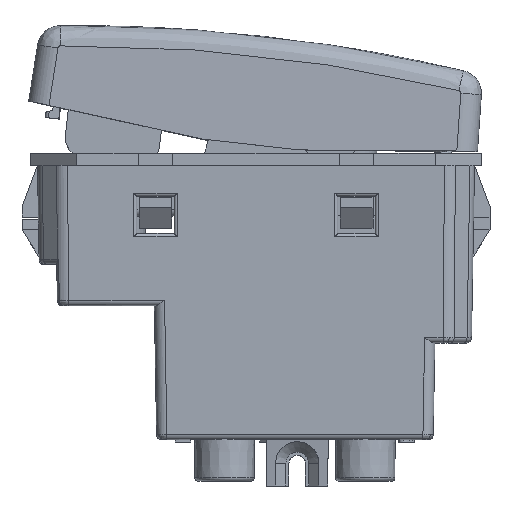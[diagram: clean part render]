
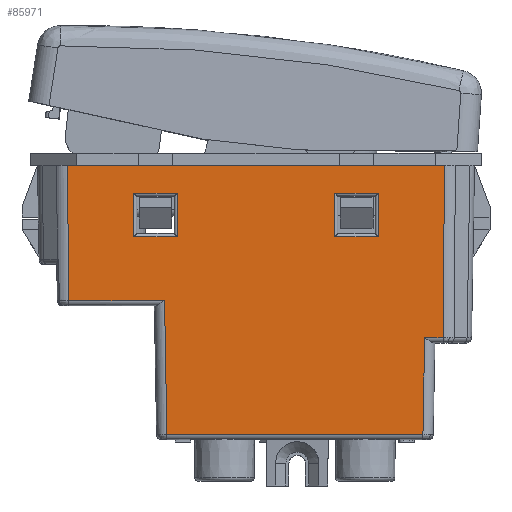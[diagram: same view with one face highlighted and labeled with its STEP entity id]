
A CAD part, top view. The second image highlights one B-rep face of the part: STEP entity #85971.
In plain terms, the highlighted planar face has unit normal (0, -0.018, 1).
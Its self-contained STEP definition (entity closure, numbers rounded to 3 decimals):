
#1 = DIRECTION ( 'NONE',  ( 1., 0., 0. ) ) ;
#868 = EDGE_CURVE ( 'NONE', #74711, #52045, #36303, .T. ) ;
#3250 = ORIENTED_EDGE ( 'NONE', *, *, #62890, .F. ) ;
#3388 = VECTOR ( 'NONE', #37516, 1000. ) ;
#3687 = EDGE_CURVE ( 'NONE', #36613, #7264, #55661, .T. ) ;
#3852 = VECTOR ( 'NONE', #5888, 1000. ) ;
#4950 = VECTOR ( 'NONE', #29162, 1000. ) ;
#5888 = DIRECTION ( 'NONE',  ( 0.017, -1., -0.017 ) ) ;
#6769 = LINE ( 'NONE', #70682, #61828 ) ;
#6971 = CARTESIAN_POINT ( 'NONE',  ( 16.186, -16.209, 10.444 ) ) ;
#7003 = LINE ( 'NONE', #40004, #82730 ) ;
#7264 = VERTEX_POINT ( 'NONE', #53257 ) ;
#7484 = VECTOR ( 'NONE', #20593, 1000. ) ;
#8013 = LINE ( 'NONE', #22502, #4950 ) ;
#8244 = CARTESIAN_POINT ( 'NONE',  ( -11.85, 2.995, 10.779 ) ) ;
#9014 = LINE ( 'NONE', #73494, #72377 ) ;
#9264 = LINE ( 'NONE', #61808, #74721 ) ;
#9267 = CARTESIAN_POINT ( 'NONE',  ( 0., -3.209, 10.671 ) ) ;
#10329 = ORIENTED_EDGE ( 'NONE', *, *, #23476, .T. ) ;
#10789 = VECTOR ( 'NONE', #82107, 1000. ) ;
#10848 = EDGE_LOOP ( 'NONE', ( #10329, #16307, #28247, #73522 ) ) ;
#11198 = CARTESIAN_POINT ( 'NONE',  ( -11.85, 6.9, 10.848 ) ) ;
#12871 = CARTESIAN_POINT ( 'NONE',  ( 7.65, 7.195, 10.853 ) ) ;
#14360 = VERTEX_POINT ( 'NONE', #83022 ) ;
#16072 = VECTOR ( 'NONE', #65163, 1000. ) ;
#16307 = ORIENTED_EDGE ( 'NONE', *, *, #78708, .T. ) ;
#18938 = LINE ( 'NONE', #63988, #3388 ) ;
#20470 = EDGE_CURVE ( 'NONE', #58804, #51352, #74319, .T. ) ;
#20593 = DIRECTION ( 'NONE',  ( 1., 0., 0. ) ) ;
#22273 = DIRECTION ( 'NONE',  ( 0., 1., 0.017 ) ) ;
#22370 = DIRECTION ( 'NONE',  ( 0., 1., 0.017 ) ) ;
#22502 = CARTESIAN_POINT ( 'NONE',  ( 0., -6.809, 10.608 ) ) ;
#23476 = EDGE_CURVE ( 'NONE', #52045, #48830, #60861, .T. ) ;
#23927 = CARTESIAN_POINT ( 'NONE',  ( 7.65, 2.995, 10.779 ) ) ;
#25771 = EDGE_CURVE ( 'NONE', #26569, #58804, #55371, .T. ) ;
#25836 = EDGE_LOOP ( 'NONE', ( #64087, #55271, #34808, #27280 ) ) ;
#26569 = VERTEX_POINT ( 'NONE', #12871 ) ;
#26989 = ORIENTED_EDGE ( 'NONE', *, *, #76576, .T. ) ;
#27280 = ORIENTED_EDGE ( 'NONE', *, *, #25771, .T. ) ;
#28160 = ORIENTED_EDGE ( 'NONE', *, *, #82248, .T. ) ;
#28247 = ORIENTED_EDGE ( 'NONE', *, *, #45872, .T. ) ;
#28360 = CARTESIAN_POINT ( 'NONE',  ( -7.65, 2.995, 10.779 ) ) ;
#28910 = FACE_BOUND ( 'NONE', #25836, .T. ) ;
#29162 = DIRECTION ( 'NONE',  ( 1., 0., 0. ) ) ;
#29855 = CARTESIAN_POINT ( 'NONE',  ( 16.645, 9.61, 10.895 ) ) ;
#29902 = VERTEX_POINT ( 'NONE', #48129 ) ;
#29913 = FACE_OUTER_BOUND ( 'NONE', #52838, .T. ) ;
#30642 = CARTESIAN_POINT ( 'NONE',  ( 11.85, 3.3, 10.785 ) ) ;
#32849 = CARTESIAN_POINT ( 'NONE',  ( -8.644, -16.209, 10.444 ) ) ;
#34697 = CARTESIAN_POINT ( 'NONE',  ( 11.85, 7.195, 10.853 ) ) ;
#34808 = ORIENTED_EDGE ( 'NONE', *, *, #85236, .T. ) ;
#34983 = EDGE_CURVE ( 'NONE', #51352, #63732, #9014, .T. ) ;
#36303 = LINE ( 'NONE', #11198, #85100 ) ;
#36613 = VERTEX_POINT ( 'NONE', #78787 ) ;
#36653 = CARTESIAN_POINT ( 'NONE',  ( 0., 9.9, 10.9 ) ) ;
#36950 = PLANE ( 'NONE',  #38571 ) ;
#37267 = ORIENTED_EDGE ( 'NONE', *, *, #69343, .T. ) ;
#37516 = DIRECTION ( 'NONE',  ( 0.007, 1., 0.017 ) ) ;
#37641 = VECTOR ( 'NONE', #62722, 1000. ) ;
#38464 = VECTOR ( 'NONE', #75372, 1000. ) ;
#38571 = AXIS2_PLACEMENT_3D ( 'NONE', #36653, #70029, #56738 ) ;
#40004 = CARTESIAN_POINT ( 'NONE',  ( 0., 9.9, 10.9 ) ) ;
#40279 = DIRECTION ( 'NONE',  ( 1., 0., 0. ) ) ;
#41354 = CARTESIAN_POINT ( 'NONE',  ( -7.95, 7.195, 10.853 ) ) ;
#42416 = CARTESIAN_POINT ( 'NONE',  ( 18.158, -6.809, 10.608 ) ) ;
#43187 = VERTEX_POINT ( 'NONE', #67579 ) ;
#44900 = EDGE_CURVE ( 'NONE', #76754, #14360, #18938, .T. ) ;
#45429 = DIRECTION ( 'NONE',  ( 0., -1., -0.017 ) ) ;
#45558 = ORIENTED_EDGE ( 'NONE', *, *, #3687, .T. ) ;
#45872 = EDGE_CURVE ( 'NONE', #61594, #74711, #58240, .T. ) ;
#46568 = CARTESIAN_POINT ( 'NONE',  ( -11.85, 7.195, 10.853 ) ) ;
#47416 = DIRECTION ( 'NONE',  ( -1., 0., 0. ) ) ;
#48129 = CARTESIAN_POINT ( 'NONE',  ( -8.871, -3.209, 10.671 ) ) ;
#48830 = VERTEX_POINT ( 'NONE', #74141 ) ;
#49708 = FACE_BOUND ( 'NONE', #10848, .T. ) ;
#50440 = CARTESIAN_POINT ( 'NONE',  ( 16.359, -6.809, 10.608 ) ) ;
#51352 = VERTEX_POINT ( 'NONE', #54007 ) ;
#52045 = VERTEX_POINT ( 'NONE', #46568 ) ;
#52838 = EDGE_LOOP ( 'NONE', ( #26989, #28160, #54226, #60764, #56802, #3250, #45558, #37267 ) ) ;
#53257 = CARTESIAN_POINT ( 'NONE',  ( -18.184, -3.209, 10.671 ) ) ;
#54007 = CARTESIAN_POINT ( 'NONE',  ( 11.85, 2.995, 10.779 ) ) ;
#54226 = ORIENTED_EDGE ( 'NONE', *, *, #78434, .T. ) ;
#55271 = ORIENTED_EDGE ( 'NONE', *, *, #34983, .T. ) ;
#55371 = LINE ( 'NONE', #66774, #7484 ) ;
#55661 = LINE ( 'NONE', #84593, #16072 ) ;
#56738 = DIRECTION ( 'NONE',  ( 0., -1., -0.017 ) ) ;
#56802 = ORIENTED_EDGE ( 'NONE', *, *, #44900, .T. ) ;
#58240 = LINE ( 'NONE', #68417, #38464 ) ;
#58804 = VERTEX_POINT ( 'NONE', #34697 ) ;
#60764 = ORIENTED_EDGE ( 'NONE', *, *, #76083, .T. ) ;
#60861 = LINE ( 'NONE', #41354, #81469 ) ;
#61594 = VERTEX_POINT ( 'NONE', #28360 ) ;
#61808 = CARTESIAN_POINT ( 'NONE',  ( 7.65, 6.9, 10.848 ) ) ;
#61828 = VECTOR ( 'NONE', #45429, 1000. ) ;
#62045 = DIRECTION ( 'NONE',  ( 1., 0., 0. ) ) ;
#62722 = DIRECTION ( 'NONE',  ( 1., 0., 0. ) ) ;
#62890 = EDGE_CURVE ( 'NONE', #36613, #14360, #7003, .T. ) ;
#63732 = VERTEX_POINT ( 'NONE', #23927 ) ;
#63801 = DIRECTION ( 'NONE',  ( 0., -1., -0.017 ) ) ;
#63988 = CARTESIAN_POINT ( 'NONE',  ( 18.279, 9.904, 10.9 ) ) ;
#64087 = ORIENTED_EDGE ( 'NONE', *, *, #20470, .T. ) ;
#65163 = DIRECTION ( 'NONE',  ( 0.007, -1., -0.017 ) ) ;
#65862 = LINE ( 'NONE', #29855, #10789 ) ;
#66774 = CARTESIAN_POINT ( 'NONE',  ( 11.55, 7.195, 10.853 ) ) ;
#67579 = CARTESIAN_POINT ( 'NONE',  ( 16.194, -16.209, 10.444 ) ) ;
#68417 = CARTESIAN_POINT ( 'NONE',  ( -11.55, 2.995, 10.779 ) ) ;
#69343 = EDGE_CURVE ( 'NONE', #7264, #29902, #85355, .T. ) ;
#70029 = DIRECTION ( 'NONE',  ( 0., -0.017, 1. ) ) ;
#70682 = CARTESIAN_POINT ( 'NONE',  ( -7.65, 3.3, 10.785 ) ) ;
#71329 = LINE ( 'NONE', #85410, #3852 ) ;
#72318 = VERTEX_POINT ( 'NONE', #32849 ) ;
#72377 = VECTOR ( 'NONE', #47416, 1000. ) ;
#73494 = CARTESIAN_POINT ( 'NONE',  ( 7.95, 2.995, 10.779 ) ) ;
#73522 = ORIENTED_EDGE ( 'NONE', *, *, #868, .T. ) ;
#74141 = CARTESIAN_POINT ( 'NONE',  ( -7.65, 7.195, 10.853 ) ) ;
#74319 = LINE ( 'NONE', #30642, #81583 ) ;
#74711 = VERTEX_POINT ( 'NONE', #8244 ) ;
#74721 = VECTOR ( 'NONE', #22273, 1000. ) ;
#75372 = DIRECTION ( 'NONE',  ( -1., 0., 0. ) ) ;
#76083 = EDGE_CURVE ( 'NONE', #78675, #76754, #8013, .T. ) ;
#76576 = EDGE_CURVE ( 'NONE', #29902, #72318, #71329, .T. ) ;
#76754 = VERTEX_POINT ( 'NONE', #42416 ) ;
#78105 = LINE ( 'NONE', #6971, #84355 ) ;
#78434 = EDGE_CURVE ( 'NONE', #43187, #78675, #65862, .T. ) ;
#78675 = VERTEX_POINT ( 'NONE', #50440 ) ;
#78708 = EDGE_CURVE ( 'NONE', #48830, #61594, #6769, .T. ) ;
#78787 = CARTESIAN_POINT ( 'NONE',  ( -18.279, 9.9, 10.9 ) ) ;
#81469 = VECTOR ( 'NONE', #62045, 1000. ) ;
#81583 = VECTOR ( 'NONE', #63801, 1000. ) ;
#82107 = DIRECTION ( 'NONE',  ( 0.017, 1., 0.017 ) ) ;
#82248 = EDGE_CURVE ( 'NONE', #72318, #43187, #78105, .T. ) ;
#82730 = VECTOR ( 'NONE', #40279, 1000. ) ;
#83022 = CARTESIAN_POINT ( 'NONE',  ( 18.279, 9.9, 10.9 ) ) ;
#84355 = VECTOR ( 'NONE', #1, 1000. ) ;
#84593 = CARTESIAN_POINT ( 'NONE',  ( -18.18, -3.696, 10.663 ) ) ;
#85100 = VECTOR ( 'NONE', #22370, 1000. ) ;
#85236 = EDGE_CURVE ( 'NONE', #63732, #26569, #9264, .T. ) ;
#85355 = LINE ( 'NONE', #9267, #37641 ) ;
#85410 = CARTESIAN_POINT ( 'NONE',  ( -9.097, 9.741, 10.897 ) ) ;
#85971 = ADVANCED_FACE ( 'NONE', ( #28910, #49708, #29913 ), #36950, .T. ) ;
